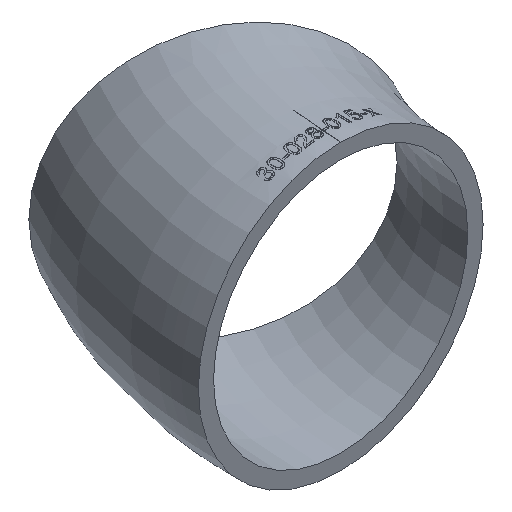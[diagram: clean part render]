
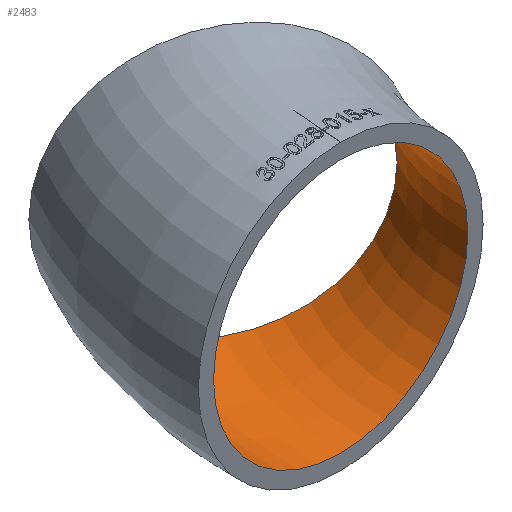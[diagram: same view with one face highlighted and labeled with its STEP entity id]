
A CAD part, isometric view. The second image highlights one B-rep face of the part: STEP entity #2483.
In plain terms, the highlighted toroidal (fillet/blend) face has major radius 31.5 mm and minor radius 12.5 mm.
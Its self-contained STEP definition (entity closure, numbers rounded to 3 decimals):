
#852 = CARTESIAN_POINT ( 'NONE',  ( -31.5, 0., 12.5 ) ) ;
#925 = CARTESIAN_POINT ( 'NONE',  ( -38.105, 22., 0. ) ) ;
#2483 = ADVANCED_FACE ( 'NONE', ( #13805, #5923 ), #11448, .F. ) ;
#2882 = EDGE_LOOP ( 'NONE', ( #9724 ) ) ;
#3199 = AXIS2_PLACEMENT_3D ( 'NONE', #6773, #13958, #10587 ) ;
#3217 = VERTEX_POINT ( 'NONE', #852 ) ;
#4954 = ORIENTED_EDGE ( 'NONE', *, *, #14983, .T. ) ;
#4981 = CIRCLE ( 'NONE', #6180, 12.5 ) ;
#5246 = DIRECTION ( 'NONE',  ( -0.866, 0.5, 0. ) ) ;
#5260 = EDGE_LOOP ( 'NONE', ( #4954 ) ) ;
#5923 = FACE_OUTER_BOUND ( 'NONE', #2882, .T. ) ;
#6180 = AXIS2_PLACEMENT_3D ( 'NONE', #7735, #13449, #12404 ) ;
#6328 = CIRCLE ( 'NONE', #10740, 12.5 ) ;
#6773 = CARTESIAN_POINT ( 'NONE',  ( 0., 0., 0. ) ) ;
#7378 = DIRECTION ( 'NONE',  ( 0.5, 0.866, 0. ) ) ;
#7735 = CARTESIAN_POINT ( 'NONE',  ( -31.5, 0., 0. ) ) ;
#9413 = EDGE_CURVE ( 'NONE', #3217, #3217, #4981, .T. ) ;
#9724 = ORIENTED_EDGE ( 'NONE', *, *, #9413, .F. ) ;
#10587 = DIRECTION ( 'NONE',  ( -1., 0., 0. ) ) ;
#10740 = AXIS2_PLACEMENT_3D ( 'NONE', #11038, #7378, #5246 ) ;
#11038 = CARTESIAN_POINT ( 'NONE',  ( -27.28, 15.75, 0. ) ) ;
#11357 = VERTEX_POINT ( 'NONE', #925 ) ;
#11448 = TOROIDAL_SURFACE ( 'NONE', #3199, 31.5, 12.5 ) ;
#12404 = DIRECTION ( 'NONE',  ( 0., 0., 1. ) ) ;
#13449 = DIRECTION ( 'NONE',  ( 0., 1., 0. ) ) ;
#13805 = FACE_OUTER_BOUND ( 'NONE', #5260, .T. ) ;
#13958 = DIRECTION ( 'NONE',  ( 0., 0., -1. ) ) ;
#14983 = EDGE_CURVE ( 'NONE', #11357, #11357, #6328, .T. ) ;
